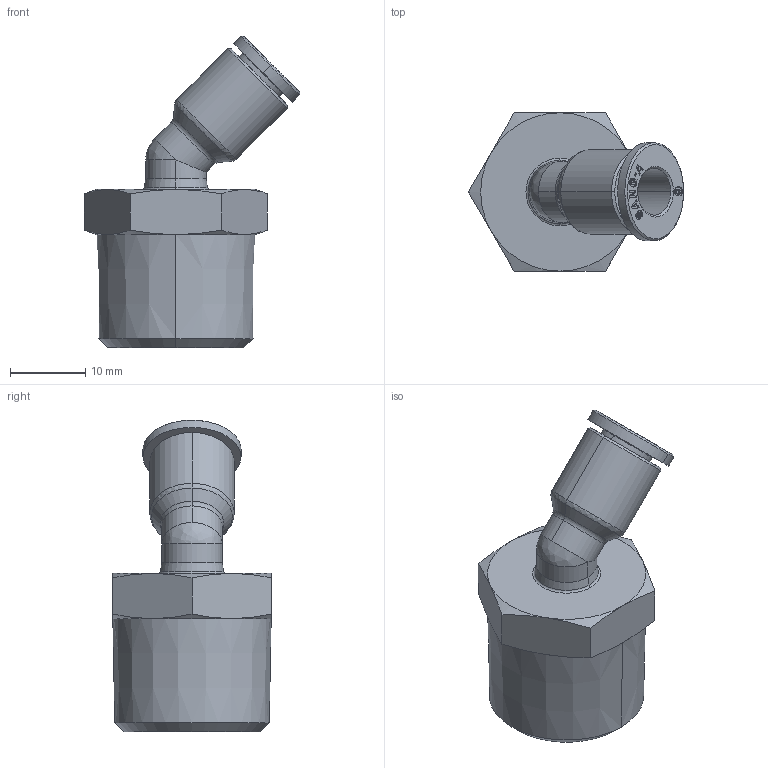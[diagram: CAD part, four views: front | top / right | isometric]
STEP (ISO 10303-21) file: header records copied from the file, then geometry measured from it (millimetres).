
FILE_DESCRIPTION (( 'STEP AP214' ), '1' );
FILE_NAME ('PL06-04 45.stp', '2015-09-07T14:58:52', ( '' ), ( '' ), 'SwSTEP 2.0', 'SolidWorks 2015', '' );
FILE_SCHEMA (( 'AUTOMOTIVE_DESIGN' ));
Length unit declared in the file: millimetre
Products named in the file (2): ｦ+ﾃｦ1; PL06-04 45
Assembly tree (1 placements, depth 2):
  PL06-04 45
    ｦ+ﾃｦ1
Bounding box: 28.53 x 21 x 41.3 mm (x, y, z)
Volume: 6422.7 mm3; surface area: 3837.8 mm2
Topology: 1 solids, 1 shells, 264 faces, 704 edges, 454 vertices
Faces by surface type: plane 176, bspline 35, cone 28, cylinder 21, torus 4
Entity records: 9930 total; most frequent: CARTESIAN_POINT 3083, ORIENTED_EDGE 1402, DIRECTION 1139, EDGE_CURVE 701, VECTOR 521, LINE 521, VERTEX_POINT 454, AXIS2_PLACEMENT_3D 309
